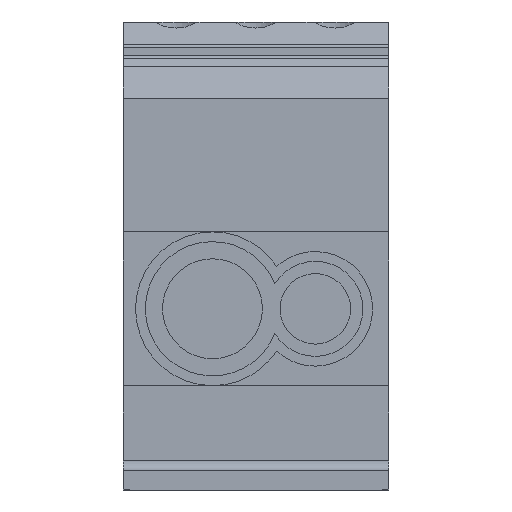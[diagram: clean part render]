
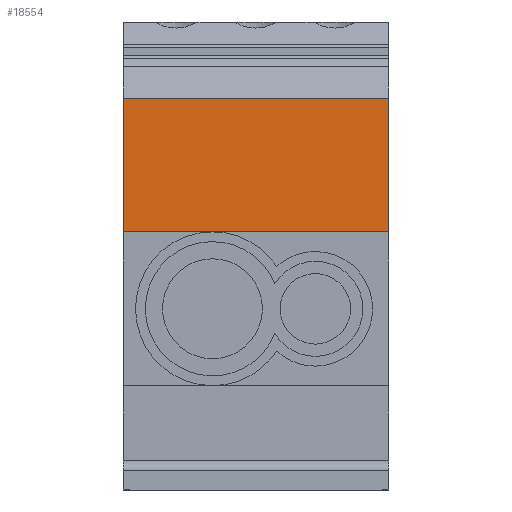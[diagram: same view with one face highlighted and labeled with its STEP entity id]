
A CAD part, left-side view. The second image highlights one B-rep face of the part: STEP entity #18554.
In plain terms, the highlighted planar face has unit normal (-1, 0, 0).
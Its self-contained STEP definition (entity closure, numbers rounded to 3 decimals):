
#1477 = VERTEX_POINT ( 'NONE', #5906 ) ;
#1892 = CARTESIAN_POINT ( 'NONE',  ( -45.684, 27., 35.557 ) ) ;
#2146 = CARTESIAN_POINT ( 'NONE',  ( -45.684, 0., 21.953 ) ) ;
#2260 = VERTEX_POINT ( 'NONE', #19870 ) ;
#3688 = DIRECTION ( 'NONE',  ( 0., 0., 1. ) ) ;
#5385 = LINE ( 'NONE', #28553, #29806 ) ;
#5906 = CARTESIAN_POINT ( 'NONE',  ( -45.684, 0., 35.557 ) ) ;
#6074 = AXIS2_PLACEMENT_3D ( 'NONE', #23170, #18275, #28531 ) ;
#6575 = LINE ( 'NONE', #29557, #31982 ) ;
#7069 = DIRECTION ( 'NONE',  ( 0., 1., 0. ) ) ;
#7340 = ORIENTED_EDGE ( 'NONE', *, *, #27213, .F. ) ;
#7407 = PLANE ( 'NONE',  #6074 ) ;
#8042 = LINE ( 'NONE', #13822, #26269 ) ;
#11059 = EDGE_CURVE ( 'NONE', #2260, #17384, #25337, .T. ) ;
#11217 = VECTOR ( 'NONE', #22202, 1000. ) ;
#12160 = VERTEX_POINT ( 'NONE', #1892 ) ;
#12463 = CARTESIAN_POINT ( 'NONE',  ( -45.684, 17.93, 21.953 ) ) ;
#13822 = CARTESIAN_POINT ( 'NONE',  ( -45.684, 27., 35.557 ) ) ;
#14728 = LINE ( 'NONE', #30610, #11217 ) ;
#15417 = ORIENTED_EDGE ( 'NONE', *, *, #11059, .F. ) ;
#15715 = DIRECTION ( 'NONE',  ( 0., 1., 0. ) ) ;
#16361 = EDGE_CURVE ( 'NONE', #1477, #12160, #5385, .T. ) ;
#16515 = EDGE_LOOP ( 'NONE', ( #7340, #25221, #15417, #19846, #29685 ) ) ;
#17384 = VERTEX_POINT ( 'NONE', #12463 ) ;
#18093 = CARTESIAN_POINT ( 'NONE',  ( -45.684, 27., 21.953 ) ) ;
#18275 = DIRECTION ( 'NONE',  ( -1., 0., 0. ) ) ;
#18554 = ADVANCED_FACE ( 'NONE', ( #30586 ), #7407, .T. ) ;
#19846 = ORIENTED_EDGE ( 'NONE', *, *, #30541, .T. ) ;
#19870 = CARTESIAN_POINT ( 'NONE',  ( -45.684, 0., 21.953 ) ) ;
#22202 = DIRECTION ( 'NONE',  ( 0., -1., 0. ) ) ;
#23170 = CARTESIAN_POINT ( 'NONE',  ( -45.684, 0., 35.557 ) ) ;
#23246 = VECTOR ( 'NONE', #7069, 1000. ) ;
#23270 = EDGE_CURVE ( 'NONE', #31821, #17384, #14728, .T. ) ;
#25221 = ORIENTED_EDGE ( 'NONE', *, *, #23270, .T. ) ;
#25337 = LINE ( 'NONE', #2146, #23246 ) ;
#26269 = VECTOR ( 'NONE', #28866, 1000. ) ;
#27213 = EDGE_CURVE ( 'NONE', #31821, #12160, #8042, .T. ) ;
#28531 = DIRECTION ( 'NONE',  ( 0., 0., 1. ) ) ;
#28553 = CARTESIAN_POINT ( 'NONE',  ( -45.684, 0., 35.557 ) ) ;
#28866 = DIRECTION ( 'NONE',  ( 0., 0., 1. ) ) ;
#29557 = CARTESIAN_POINT ( 'NONE',  ( -45.684, 0., 22.65 ) ) ;
#29685 = ORIENTED_EDGE ( 'NONE', *, *, #16361, .T. ) ;
#29806 = VECTOR ( 'NONE', #15715, 1000. ) ;
#30541 = EDGE_CURVE ( 'NONE', #2260, #1477, #6575, .T. ) ;
#30586 = FACE_OUTER_BOUND ( 'NONE', #16515, .T. ) ;
#30610 = CARTESIAN_POINT ( 'NONE',  ( -45.684, 0., 21.953 ) ) ;
#31821 = VERTEX_POINT ( 'NONE', #18093 ) ;
#31982 = VECTOR ( 'NONE', #3688, 1000. ) ;
